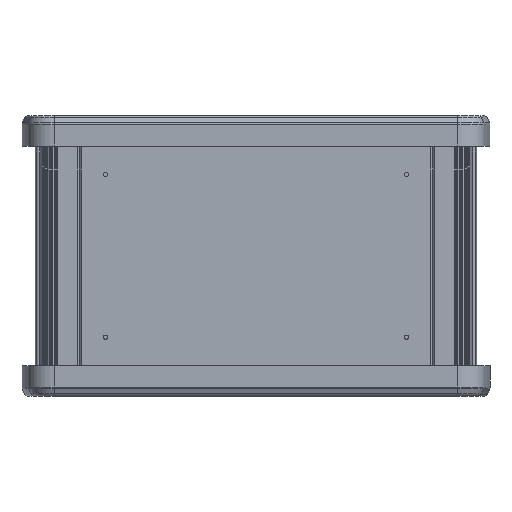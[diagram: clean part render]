
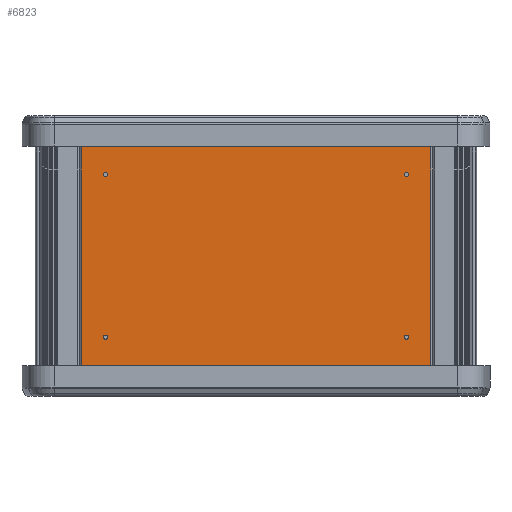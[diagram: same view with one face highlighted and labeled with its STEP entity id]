
A CAD part, top view. The second image highlights one B-rep face of the part: STEP entity #6823.
In plain terms, the highlighted planar face has unit normal (0, 0, 1).
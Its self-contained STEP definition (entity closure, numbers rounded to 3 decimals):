
#130 = AXIS2_PLACEMENT_3D ( 'NONE', #4992, #13431, #6210 ) ;
#131 = DIRECTION ( 'NONE',  ( 0., 0., -1. ) ) ;
#134 = VECTOR ( 'NONE', #8097, 1000. ) ;
#250 = EDGE_CURVE ( 'NONE', #8062, #15522, #13159, .T. ) ;
#558 = CIRCLE ( 'NONE', #2511, 0.5 ) ;
#854 = VECTOR ( 'NONE', #4958, 1000. ) ;
#921 = DIRECTION ( 'NONE',  ( 0., -1., 0. ) ) ;
#1016 = FACE_BOUND ( 'NONE', #3135, .T. ) ;
#1105 = DIRECTION ( 'NONE',  ( 1., 0., 0. ) ) ;
#1132 = DIRECTION ( 'NONE',  ( 1., 0., 0. ) ) ;
#1199 = AXIS2_PLACEMENT_3D ( 'NONE', #12476, #5256, #13686 ) ;
#1206 = DIRECTION ( 'NONE',  ( 1., 0., 0. ) ) ;
#1217 = ORIENTED_EDGE ( 'NONE', *, *, #5255, .F. ) ;
#1401 = FACE_BOUND ( 'NONE', #8867, .T. ) ;
#1411 = DIRECTION ( 'NONE',  ( 0., 0., 1. ) ) ;
#1652 = VERTEX_POINT ( 'NONE', #10533 ) ;
#1679 = CARTESIAN_POINT ( 'NONE',  ( 689.949, 60., 562.711 ) ) ;
#1955 = CARTESIAN_POINT ( 'NONE',  ( 0., 0., 562.711 ) ) ;
#1975 = CARTESIAN_POINT ( 'NONE',  ( 684.449, 10., 562.711 ) ) ;
#1997 = CIRCLE ( 'NONE', #8021, 0.5 ) ;
#2284 = VERTEX_POINT ( 'NONE', #12312 ) ;
#2507 = ORIENTED_EDGE ( 'NONE', *, *, #3875, .F. ) ;
#2511 = AXIS2_PLACEMENT_3D ( 'NONE', #15605, #8400, #1105 ) ;
#3042 = ORIENTED_EDGE ( 'NONE', *, *, #15347, .T. ) ;
#3135 = EDGE_LOOP ( 'NONE', ( #1217, #11663 ) ) ;
#3253 = CARTESIAN_POINT ( 'NONE',  ( 683.449, 10., 562.711 ) ) ;
#3378 = LINE ( 'NONE', #1955, #134 ) ;
#3457 = AXIS2_PLACEMENT_3D ( 'NONE', #3542, #12009, #4779 ) ;
#3508 = VECTOR ( 'NONE', #1206, 1000. ) ;
#3537 = CARTESIAN_POINT ( 'NONE',  ( 603.944, 0., 562.711 ) ) ;
#3542 = CARTESIAN_POINT ( 'NONE',  ( 609.944, 10., 562.711 ) ) ;
#3725 = LINE ( 'NONE', #13400, #854 ) ;
#3729 = CARTESIAN_POINT ( 'NONE',  ( 609.944, 50., 562.711 ) ) ;
#3875 = EDGE_CURVE ( 'NONE', #7121, #11899, #558, .T. ) ;
#4250 = FACE_BOUND ( 'NONE', #14243, .T. ) ;
#4779 = DIRECTION ( 'NONE',  ( 1., 0., 0. ) ) ;
#4958 = DIRECTION ( 'NONE',  ( 0., -1., 0. ) ) ;
#4968 = DIRECTION ( 'NONE',  ( 1., 0., 0. ) ) ;
#4992 = CARTESIAN_POINT ( 'NONE',  ( 683.949, 10., 562.711 ) ) ;
#5005 = CARTESIAN_POINT ( 'NONE',  ( 0., 60., 562.711 ) ) ;
#5213 = CARTESIAN_POINT ( 'NONE',  ( 609.944, 50., 562.711 ) ) ;
#5255 = EDGE_CURVE ( 'NONE', #5736, #1652, #12645, .T. ) ;
#5256 = DIRECTION ( 'NONE',  ( 0., 0., 1. ) ) ;
#5460 = AXIS2_PLACEMENT_3D ( 'NONE', #3729, #12197, #4968 ) ;
#5652 = CIRCLE ( 'NONE', #5460, 0.5 ) ;
#5736 = VERTEX_POINT ( 'NONE', #7641 ) ;
#5776 = CARTESIAN_POINT ( 'NONE',  ( 689.949, 60., 562.711 ) ) ;
#6210 = DIRECTION ( 'NONE',  ( 1., 0., 0. ) ) ;
#6422 = DIRECTION ( 'NONE',  ( 1., 0., 0. ) ) ;
#6646 = CIRCLE ( 'NONE', #130, 0.5 ) ;
#6751 = VERTEX_POINT ( 'NONE', #8405 ) ;
#6823 = ADVANCED_FACE ( 'NONE', ( #7510, #1401, #4250, #1016, #13534 ), #7448, .F. ) ;
#7121 = VERTEX_POINT ( 'NONE', #1975 ) ;
#7193 = EDGE_CURVE ( 'NONE', #15522, #6751, #12573, .T. ) ;
#7246 = EDGE_CURVE ( 'NONE', #2284, #12472, #10705, .T. ) ;
#7285 = ORIENTED_EDGE ( 'NONE', *, *, #12107, .F. ) ;
#7358 = AXIS2_PLACEMENT_3D ( 'NONE', #5005, #131, #8675 ) ;
#7448 = PLANE ( 'NONE',  #7358 ) ;
#7510 = FACE_BOUND ( 'NONE', #9510, .T. ) ;
#7538 = AXIS2_PLACEMENT_3D ( 'NONE', #5213, #13649, #6422 ) ;
#7641 = CARTESIAN_POINT ( 'NONE',  ( 610.444, 50., 562.711 ) ) ;
#7652 = CARTESIAN_POINT ( 'NONE',  ( 683.449, 50., 562.711 ) ) ;
#7741 = CIRCLE ( 'NONE', #1199, 0.5 ) ;
#8021 = AXIS2_PLACEMENT_3D ( 'NONE', #15641, #8429, #1132 ) ;
#8043 = VERTEX_POINT ( 'NONE', #3537 ) ;
#8062 = VERTEX_POINT ( 'NONE', #12003 ) ;
#8097 = DIRECTION ( 'NONE',  ( 1., 0., 0. ) ) ;
#8132 = ORIENTED_EDGE ( 'NONE', *, *, #250, .F. ) ;
#8245 = VECTOR ( 'NONE', #921, 1000. ) ;
#8334 = EDGE_LOOP ( 'NONE', ( #8558, #11117, #8132, #3042 ) ) ;
#8400 = DIRECTION ( 'NONE',  ( 0., 0., 1. ) ) ;
#8405 = CARTESIAN_POINT ( 'NONE',  ( 689.949, 0., 562.711 ) ) ;
#8429 = DIRECTION ( 'NONE',  ( 0., 0., 1. ) ) ;
#8444 = CARTESIAN_POINT ( 'NONE',  ( 0., 60., 562.711 ) ) ;
#8521 = CIRCLE ( 'NONE', #8640, 0.5 ) ;
#8558 = ORIENTED_EDGE ( 'NONE', *, *, #14033, .T. ) ;
#8568 = VERTEX_POINT ( 'NONE', #15518 ) ;
#8640 = AXIS2_PLACEMENT_3D ( 'NONE', #8711, #1411, #9927 ) ;
#8673 = ORIENTED_EDGE ( 'NONE', *, *, #12011, .F. ) ;
#8675 = DIRECTION ( 'NONE',  ( -1., 0., 0. ) ) ;
#8711 = CARTESIAN_POINT ( 'NONE',  ( 609.944, 10., 562.711 ) ) ;
#8867 = EDGE_LOOP ( 'NONE', ( #2507, #11005 ) ) ;
#9379 = ORIENTED_EDGE ( 'NONE', *, *, #11564, .F. ) ;
#9510 = EDGE_LOOP ( 'NONE', ( #9379, #13743 ) ) ;
#9741 = EDGE_CURVE ( 'NONE', #11899, #7121, #6646, .T. ) ;
#9927 = DIRECTION ( 'NONE',  ( 1., 0., 0. ) ) ;
#10533 = CARTESIAN_POINT ( 'NONE',  ( 609.444, 50., 562.711 ) ) ;
#10705 = CIRCLE ( 'NONE', #3457, 0.5 ) ;
#10847 = EDGE_CURVE ( 'NONE', #1652, #5736, #5652, .T. ) ;
#11005 = ORIENTED_EDGE ( 'NONE', *, *, #9741, .F. ) ;
#11117 = ORIENTED_EDGE ( 'NONE', *, *, #7193, .F. ) ;
#11564 = EDGE_CURVE ( 'NONE', #12472, #2284, #8521, .T. ) ;
#11663 = ORIENTED_EDGE ( 'NONE', *, *, #10847, .F. ) ;
#11682 = CARTESIAN_POINT ( 'NONE',  ( 610.444, 10., 562.711 ) ) ;
#11899 = VERTEX_POINT ( 'NONE', #3253 ) ;
#12003 = CARTESIAN_POINT ( 'NONE',  ( 603.944, 60., 562.711 ) ) ;
#12009 = DIRECTION ( 'NONE',  ( 0., 0., 1. ) ) ;
#12011 = EDGE_CURVE ( 'NONE', #12713, #8568, #1997, .T. ) ;
#12107 = EDGE_CURVE ( 'NONE', #8568, #12713, #7741, .T. ) ;
#12197 = DIRECTION ( 'NONE',  ( 0., 0., 1. ) ) ;
#12312 = CARTESIAN_POINT ( 'NONE',  ( 609.444, 10., 562.711 ) ) ;
#12472 = VERTEX_POINT ( 'NONE', #11682 ) ;
#12476 = CARTESIAN_POINT ( 'NONE',  ( 683.949, 50., 562.711 ) ) ;
#12573 = LINE ( 'NONE', #5776, #8245 ) ;
#12645 = CIRCLE ( 'NONE', #7538, 0.5 ) ;
#12713 = VERTEX_POINT ( 'NONE', #7652 ) ;
#13159 = LINE ( 'NONE', #8444, #3508 ) ;
#13400 = CARTESIAN_POINT ( 'NONE',  ( 603.944, 60., 562.711 ) ) ;
#13431 = DIRECTION ( 'NONE',  ( 0., 0., 1. ) ) ;
#13534 = FACE_OUTER_BOUND ( 'NONE', #8334, .T. ) ;
#13649 = DIRECTION ( 'NONE',  ( 0., 0., 1. ) ) ;
#13686 = DIRECTION ( 'NONE',  ( 1., 0., 0. ) ) ;
#13743 = ORIENTED_EDGE ( 'NONE', *, *, #7246, .F. ) ;
#14033 = EDGE_CURVE ( 'NONE', #8043, #6751, #3378, .T. ) ;
#14243 = EDGE_LOOP ( 'NONE', ( #7285, #8673 ) ) ;
#15347 = EDGE_CURVE ( 'NONE', #8062, #8043, #3725, .T. ) ;
#15518 = CARTESIAN_POINT ( 'NONE',  ( 684.449, 50., 562.711 ) ) ;
#15522 = VERTEX_POINT ( 'NONE', #1679 ) ;
#15605 = CARTESIAN_POINT ( 'NONE',  ( 683.949, 10., 562.711 ) ) ;
#15641 = CARTESIAN_POINT ( 'NONE',  ( 683.949, 50., 562.711 ) ) ;
